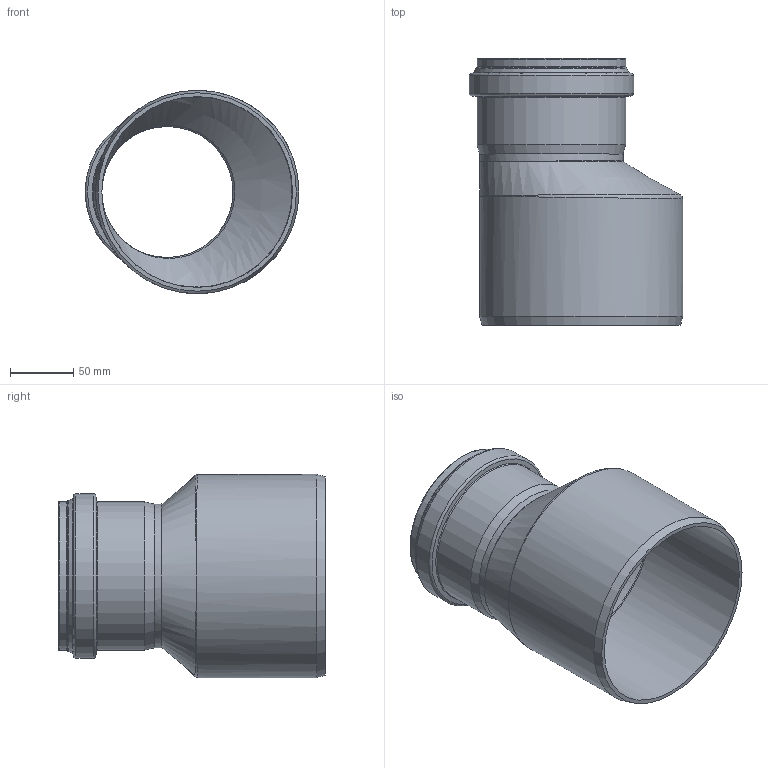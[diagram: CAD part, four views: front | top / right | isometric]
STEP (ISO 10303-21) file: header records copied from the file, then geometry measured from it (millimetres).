
FILE_DESCRIPTION(/* description */ (''),/* implementation_level */ '2;1');
FILE_NAME(/* name */ '775350z.stp',/* time_stamp */ '2024-04-17T11:26:43+02:00',/* author */ ('corinna'),/* organization */ (''),/* preprocessor_version */ 'ST-DEVELOPER v20',/* originating_system */ 'Autodesk Inventor 2024',/* authorisation */ '');
FILE_SCHEMA (('AUTOMOTIVE_DESIGN { 1 0 10303 214 3 1 1 }'));
Length unit declared in the file: millimetre
Products named in the file (1): 775350z
Bounding box: 168.55 x 210.5 x 160.3 mm (x, y, z)
Volume: 428728 mm3; surface area: 198981.7 mm2
Topology: 1 solids, 1 shells, 44 faces, 121 edges, 72 vertices
Faces by surface type: torus 14, cylinder 11, cone 10, bspline 6, plane 3
Full cylindrical faces by diameter (mm): 103.4 x1, 110.9 x1, 111 x1, 112 x1, 113.2 x1, 117.1 x1, 117.2 x1, 123.5 x1, 129.7 x1, 150.5 x1, 160.3 x1
Entity records: 2677 total; most frequent: CARTESIAN_POINT 1545, DIRECTION 247, ORIENTED_EDGE 226, EDGE_CURVE 113, AXIS2_PLACEMENT_3D 113, CIRCLE 74, VERTEX_POINT 72, EDGE_LOOP 47
